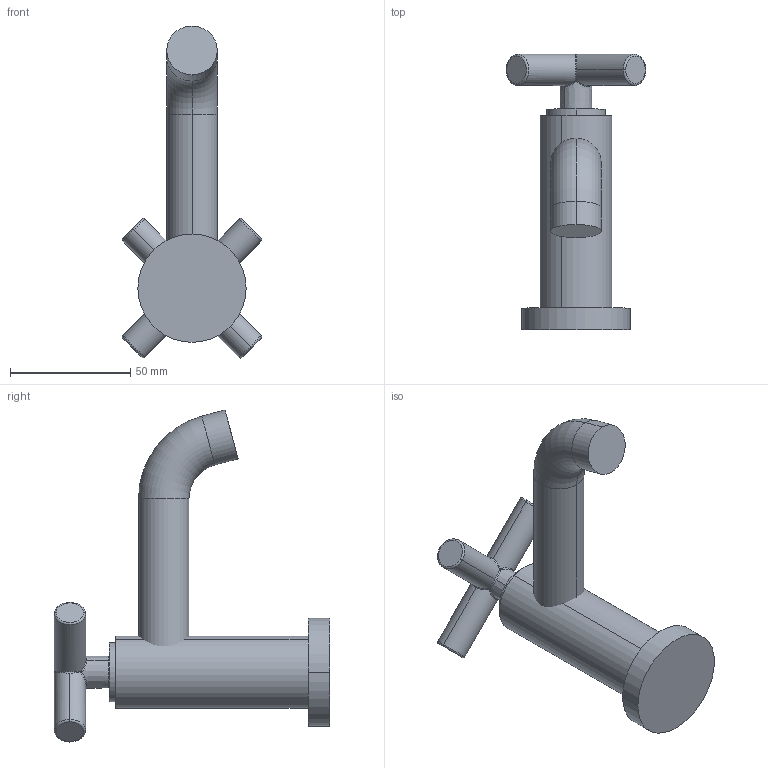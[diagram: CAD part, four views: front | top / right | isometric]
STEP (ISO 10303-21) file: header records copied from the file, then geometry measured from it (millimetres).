
FILE_DESCRIPTION (( 'STEP AP203' ), '1' );
FILE_NAME ('17500892-00.STEP', '2018-07-03T14:14:46', ( '' ), ( '' ), 'SwSTEP 2.0', 'SolidWorks 2017', '' );
FILE_SCHEMA (( 'CONFIG_CONTROL_DESIGN' ));
Length unit declared in the file: millimetre
Products named in the file (6): Planungsmodell_Rohr_abgewinkel-+-09.11.06.063.94-01_ _K14_21x70x10x105; 17500892-00; Planungsmodell_Rohr_gerade-+-28.568.780-10_ _K98_30x80; Planungsmodell_Rosette_rund-+-36.104.820-01_ _K20_45x9; Planungsmodell_Rohr_gerade-+-28.568.780-10_ _K99_24,5x2,75; Planungsmodell_Griff-+-09.20.89.003-01_ _K2
Assembly tree (5 placements, depth 2):
  17500892-00
    Planungsmodell_Rohr_abgewinkel-+-09.11.06.063.94-01_ _K14_21x70x10x105
    Planungsmodell_Rohr_gerade-+-28.568.780-10_ _K98_30x80
    Planungsmodell_Rosette_rund-+-36.104.820-01_ _K20_45x9
    Planungsmodell_Rohr_gerade-+-28.568.780-10_ _K99_24,5x2,75
    Planungsmodell_Griff-+-09.20.89.003-01_ _K2
Bounding box: 58.06 x 114.5 x 138.05 mm (x, y, z)
Volume: 131036.4 mm3; surface area: 29025.7 mm2
Topology: 5 solids, 5 shells, 57 faces, 112 edges, 61 vertices
Faces by surface type: cylinder 20, plane 13, torus 10, bspline 8, sphere 4, cone 2
Entity records: 2760 total; most frequent: CARTESIAN_POINT 1034, DIRECTION 260, ORIENTED_EDGE 216, AXIS2_PLACEMENT_3D 119, EDGE_CURVE 108, CIRCLE 62, VERTEX_POINT 61, EDGE_LOOP 57
